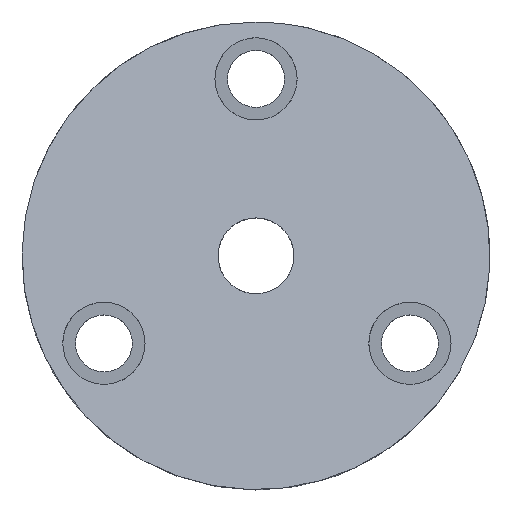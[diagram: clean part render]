
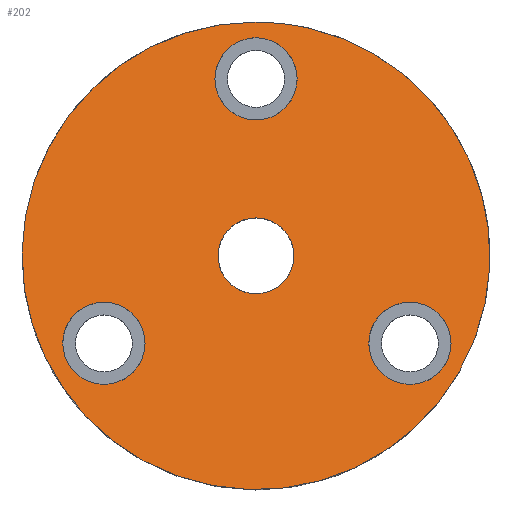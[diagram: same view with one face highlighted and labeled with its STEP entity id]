
A CAD part, top view. The second image highlights one B-rep face of the part: STEP entity #202.
In plain terms, the highlighted planar face has unit normal (0, 0.259, 0.966).
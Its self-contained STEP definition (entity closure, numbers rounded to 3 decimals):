
#82 = EDGE_CURVE('',#83,#83,#85,.T.);
#83 = VERTEX_POINT('',#84);
#84 = CARTESIAN_POINT('',(0.,18.5,4.971));
#85 = ELLIPSE('',#86,19.153,18.5);
#86 = AXIS2_PLACEMENT_3D('',#87,#88,#89);
#87 = CARTESIAN_POINT('',(0.,0.,9.928));
#88 = DIRECTION('',(0.,0.259,0.966));
#89 = DIRECTION('',(0.,0.966,-0.259));
#202 = ADVANCED_FACE('',(#203,#206,#217,#228,#239),#250,.T.);
#203 = FACE_BOUND('',#204,.T.);
#204 = EDGE_LOOP('',(#205));
#205 = ORIENTED_EDGE('',*,*,#82,.T.);
#206 = FACE_BOUND('',#207,.T.);
#207 = EDGE_LOOP('',(#208));
#208 = ORIENTED_EDGE('',*,*,#209,.F.);
#209 = EDGE_CURVE('',#210,#210,#212,.T.);
#210 = VERTEX_POINT('',#211);
#211 = CARTESIAN_POINT('',(-8.777,-6.916,
    11.781));
#212 = ELLIPSE('',#213,3.365,3.25);
#213 = AXIS2_PLACEMENT_3D('',#214,#215,#216);
#214 = CARTESIAN_POINT('',(-12.027,-6.916,
    11.781));
#215 = DIRECTION('',(0.,0.259,0.966));
#216 = DIRECTION('',(0.,0.966,-0.259));
#217 = FACE_BOUND('',#218,.T.);
#218 = EDGE_LOOP('',(#219));
#219 = ORIENTED_EDGE('',*,*,#220,.T.);
#220 = EDGE_CURVE('',#221,#221,#223,.T.);
#221 = VERTEX_POINT('',#222);
#222 = CARTESIAN_POINT('',(3.,0.,9.928));
#223 = ELLIPSE('',#224,3.106,3.);
#224 = AXIS2_PLACEMENT_3D('',#225,#226,#227);
#225 = CARTESIAN_POINT('',(0.,0.,9.928));
#226 = DIRECTION('',(0.,-0.259,-0.966));
#227 = DIRECTION('',(0.,0.966,-0.259));
#228 = FACE_BOUND('',#229,.T.);
#229 = EDGE_LOOP('',(#230));
#230 = ORIENTED_EDGE('',*,*,#231,.F.);
#231 = EDGE_CURVE('',#232,#232,#234,.T.);
#232 = VERTEX_POINT('',#233);
#233 = CARTESIAN_POINT('',(15.423,-6.916,
    11.781));
#234 = ELLIPSE('',#235,3.365,3.25);
#235 = AXIS2_PLACEMENT_3D('',#236,#237,#238);
#236 = CARTESIAN_POINT('',(12.173,-6.916,
    11.781));
#237 = DIRECTION('',(0.,0.259,0.966));
#238 = DIRECTION('',(0.,0.966,-0.259));
#239 = FACE_BOUND('',#240,.T.);
#240 = EDGE_LOOP('',(#241));
#241 = ORIENTED_EDGE('',*,*,#242,.F.);
#242 = EDGE_CURVE('',#243,#243,#245,.T.);
#243 = VERTEX_POINT('',#244);
#244 = CARTESIAN_POINT('',(3.25,14.,6.177));
#245 = ELLIPSE('',#246,3.365,3.25);
#246 = AXIS2_PLACEMENT_3D('',#247,#248,#249);
#247 = CARTESIAN_POINT('',(0.,14.,6.177));
#248 = DIRECTION('',(0.,0.259,0.966));
#249 = DIRECTION('',(0.,0.966,-0.259));
#250 = PLANE('',#251);
#251 = AXIS2_PLACEMENT_3D('',#252,#253,#254);
#252 = CARTESIAN_POINT('',(0.017,-0.118,
    9.96));
#253 = DIRECTION('',(0.,0.259,0.966));
#254 = DIRECTION('',(1.,0.,0.));
